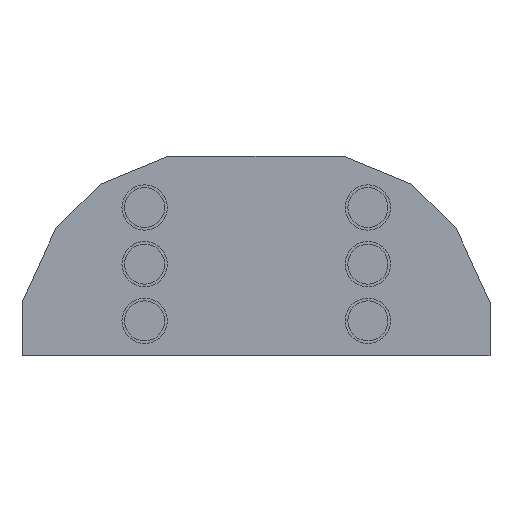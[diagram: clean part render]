
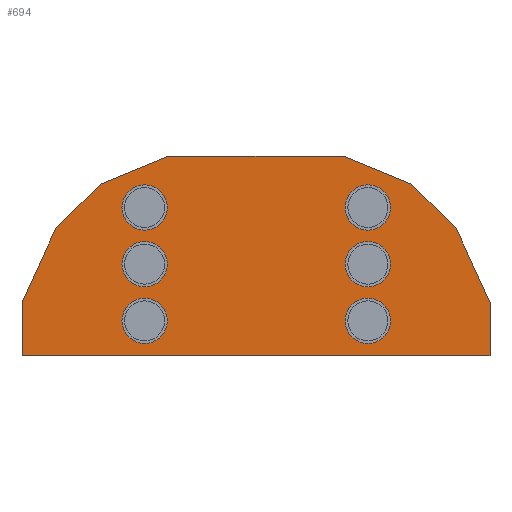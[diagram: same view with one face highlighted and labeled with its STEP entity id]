
A CAD part, left-side view. The second image highlights one B-rep face of the part: STEP entity #694.
In plain terms, the highlighted planar face has unit normal (-1, 0, 0).
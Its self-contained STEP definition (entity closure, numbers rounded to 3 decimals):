
#25=FACE_BOUND('',#105,.T.);
#26=FACE_BOUND('',#106,.T.);
#27=FACE_BOUND('',#107,.T.);
#28=FACE_BOUND('',#108,.T.);
#29=FACE_BOUND('',#109,.T.);
#30=FACE_BOUND('',#110,.T.);
#39=PLANE('',#750);
#64=FACE_OUTER_BOUND('',#104,.T.);
#104=EDGE_LOOP('',(#495,#496,#497,#498,#499,#500,#501,#502,#503,#504,#505,
#506));
#105=EDGE_LOOP('',(#507));
#106=EDGE_LOOP('',(#508));
#107=EDGE_LOOP('',(#509));
#108=EDGE_LOOP('',(#510));
#109=EDGE_LOOP('',(#511));
#110=EDGE_LOOP('',(#512));
#158=LINE('',#1029,#230);
#159=LINE('',#1031,#231);
#160=LINE('',#1033,#232);
#161=LINE('',#1035,#233);
#162=LINE('',#1037,#234);
#163=LINE('',#1039,#235);
#164=LINE('',#1041,#236);
#165=LINE('',#1043,#237);
#166=LINE('',#1045,#238);
#167=LINE('',#1047,#239);
#168=LINE('',#1049,#240);
#169=LINE('',#1050,#241);
#230=VECTOR('',#824,10.);
#231=VECTOR('',#825,10.);
#232=VECTOR('',#826,10.);
#233=VECTOR('',#827,10.);
#234=VECTOR('',#828,10.);
#235=VECTOR('',#829,10.);
#236=VECTOR('',#830,10.);
#237=VECTOR('',#831,10.);
#238=VECTOR('',#832,10.);
#239=VECTOR('',#833,10.);
#240=VECTOR('',#834,10.);
#241=VECTOR('',#835,10.);
#302=CIRCLE('',#749,1.7);
#303=CIRCLE('',#751,1.7);
#304=CIRCLE('',#752,1.7);
#305=CIRCLE('',#753,1.7);
#306=CIRCLE('',#754,1.7);
#307=CIRCLE('',#755,1.7);
#328=VERTEX_POINT('',#1023);
#329=VERTEX_POINT('',#1027);
#330=VERTEX_POINT('',#1028);
#331=VERTEX_POINT('',#1030);
#332=VERTEX_POINT('',#1032);
#333=VERTEX_POINT('',#1034);
#334=VERTEX_POINT('',#1036);
#335=VERTEX_POINT('',#1038);
#336=VERTEX_POINT('',#1040);
#337=VERTEX_POINT('',#1042);
#338=VERTEX_POINT('',#1044);
#339=VERTEX_POINT('',#1046);
#340=VERTEX_POINT('',#1048);
#341=VERTEX_POINT('',#1051);
#342=VERTEX_POINT('',#1053);
#343=VERTEX_POINT('',#1055);
#344=VERTEX_POINT('',#1057);
#345=VERTEX_POINT('',#1059);
#395=EDGE_CURVE('',#328,#328,#302,.T.);
#396=EDGE_CURVE('',#329,#330,#158,.T.);
#397=EDGE_CURVE('',#331,#329,#159,.T.);
#398=EDGE_CURVE('',#332,#331,#160,.T.);
#399=EDGE_CURVE('',#333,#332,#161,.T.);
#400=EDGE_CURVE('',#334,#333,#162,.T.);
#401=EDGE_CURVE('',#335,#334,#163,.T.);
#402=EDGE_CURVE('',#336,#335,#164,.T.);
#403=EDGE_CURVE('',#337,#336,#165,.T.);
#404=EDGE_CURVE('',#338,#337,#166,.T.);
#405=EDGE_CURVE('',#339,#338,#167,.T.);
#406=EDGE_CURVE('',#340,#339,#168,.T.);
#407=EDGE_CURVE('',#330,#340,#169,.T.);
#408=EDGE_CURVE('',#341,#341,#303,.T.);
#409=EDGE_CURVE('',#342,#342,#304,.T.);
#410=EDGE_CURVE('',#343,#343,#305,.T.);
#411=EDGE_CURVE('',#344,#344,#306,.T.);
#412=EDGE_CURVE('',#345,#345,#307,.T.);
#495=ORIENTED_EDGE('',*,*,#396,.F.);
#496=ORIENTED_EDGE('',*,*,#397,.F.);
#497=ORIENTED_EDGE('',*,*,#398,.F.);
#498=ORIENTED_EDGE('',*,*,#399,.F.);
#499=ORIENTED_EDGE('',*,*,#400,.F.);
#500=ORIENTED_EDGE('',*,*,#401,.F.);
#501=ORIENTED_EDGE('',*,*,#402,.F.);
#502=ORIENTED_EDGE('',*,*,#403,.F.);
#503=ORIENTED_EDGE('',*,*,#404,.F.);
#504=ORIENTED_EDGE('',*,*,#405,.F.);
#505=ORIENTED_EDGE('',*,*,#406,.F.);
#506=ORIENTED_EDGE('',*,*,#407,.F.);
#507=ORIENTED_EDGE('',*,*,#408,.F.);
#508=ORIENTED_EDGE('',*,*,#409,.F.);
#509=ORIENTED_EDGE('',*,*,#410,.F.);
#510=ORIENTED_EDGE('',*,*,#411,.F.);
#511=ORIENTED_EDGE('',*,*,#412,.F.);
#512=ORIENTED_EDGE('',*,*,#395,.F.);
#694=ADVANCED_FACE('',(#64,#25,#26,#27,#28,#29,#30),#39,.F.);
#749=AXIS2_PLACEMENT_3D('',#1025,#820,#821);
#750=AXIS2_PLACEMENT_3D('',#1026,#822,#823);
#751=AXIS2_PLACEMENT_3D('',#1052,#836,#837);
#752=AXIS2_PLACEMENT_3D('',#1054,#838,#839);
#753=AXIS2_PLACEMENT_3D('',#1056,#840,#841);
#754=AXIS2_PLACEMENT_3D('',#1058,#842,#843);
#755=AXIS2_PLACEMENT_3D('',#1060,#844,#845);
#820=DIRECTION('center_axis',(-1.,0.,0.));
#821=DIRECTION('ref_axis',(0.,1.,0.));
#822=DIRECTION('center_axis',(1.,0.,0.));
#823=DIRECTION('ref_axis',(0.,0.,-1.));
#824=DIRECTION('',(0.,-0.924,0.382));
#825=DIRECTION('',(0.,-0.708,0.706));
#826=DIRECTION('',(0.,-0.414,0.91));
#827=DIRECTION('',(0.,0.,1.));
#828=DIRECTION('',(0.,1.,0.));
#829=DIRECTION('',(0.,1.,0.));
#830=DIRECTION('',(0.,1.,0.));
#831=DIRECTION('',(0.,0.,-1.));
#832=DIRECTION('',(0.,-0.414,-0.91));
#833=DIRECTION('',(0.,-0.708,-0.706));
#834=DIRECTION('',(0.,-0.924,-0.382));
#835=DIRECTION('',(0.,-1.,0.));
#836=DIRECTION('center_axis',(-1.,0.,0.));
#837=DIRECTION('ref_axis',(0.,1.,0.));
#838=DIRECTION('center_axis',(-1.,0.,0.));
#839=DIRECTION('ref_axis',(0.,1.,0.));
#840=DIRECTION('center_axis',(-1.,0.,0.));
#841=DIRECTION('ref_axis',(0.,1.,0.));
#842=DIRECTION('center_axis',(-1.,0.,0.));
#843=DIRECTION('ref_axis',(0.,1.,0.));
#844=DIRECTION('center_axis',(-1.,0.,0.));
#845=DIRECTION('ref_axis',(0.,1.,0.));
#1023=CARTESIAN_POINT('',(19.98,-201.784,-118.525));
#1025=CARTESIAN_POINT('Origin',(19.98,-200.084,-118.525));
#1026=CARTESIAN_POINT('Origin',(19.98,-223.941,-127.662));
#1027=CARTESIAN_POINT('',(19.98,-196.757,-116.78));
#1028=CARTESIAN_POINT('',(19.98,-201.882,-114.662));
#1029=CARTESIAN_POINT('',(19.98,-207.729,-112.247));
#1030=CARTESIAN_POINT('',(19.98,-193.4,-120.124));
#1031=CARTESIAN_POINT('',(19.98,-200.55,-113.001));
#1032=CARTESIAN_POINT('',(19.98,-190.882,-125.662));
#1033=CARTESIAN_POINT('',(19.98,-194.586,-117.514));
#1034=CARTESIAN_POINT('',(19.98,-190.882,-129.662));
#1035=CARTESIAN_POINT('',(19.98,-190.882,-127.662));
#1036=CARTESIAN_POINT('',(19.98,-195.641,-129.662));
#1037=CARTESIAN_POINT('',(19.98,-219.391,-129.662));
#1038=CARTESIAN_POINT('',(19.98,-221.241,-129.662));
#1039=CARTESIAN_POINT('',(19.98,-219.391,-129.662));
#1040=CARTESIAN_POINT('',(19.98,-226.,-129.662));
#1041=CARTESIAN_POINT('',(19.98,-219.391,-129.662));
#1042=CARTESIAN_POINT('',(19.98,-226.,-125.662));
#1043=CARTESIAN_POINT('',(19.98,-226.,-127.662));
#1044=CARTESIAN_POINT('',(19.98,-223.483,-120.124));
#1045=CARTESIAN_POINT('',(19.98,-224.95,-123.353));
#1046=CARTESIAN_POINT('',(19.98,-220.125,-116.78));
#1047=CARTESIAN_POINT('',(19.98,-224.112,-120.751));
#1048=CARTESIAN_POINT('',(19.98,-215.,-114.662));
#1049=CARTESIAN_POINT('',(19.98,-222.394,-117.717));
#1050=CARTESIAN_POINT('',(19.98,-223.781,-114.662));
#1051=CARTESIAN_POINT('',(19.98,-201.784,-122.775));
#1052=CARTESIAN_POINT('Origin',(19.98,-200.084,-122.775));
#1053=CARTESIAN_POINT('',(19.98,-218.534,-127.025));
#1054=CARTESIAN_POINT('Origin',(19.98,-216.834,-127.025));
#1055=CARTESIAN_POINT('',(19.98,-218.534,-118.525));
#1056=CARTESIAN_POINT('Origin',(19.98,-216.834,-118.525));
#1057=CARTESIAN_POINT('',(19.98,-218.534,-122.775));
#1058=CARTESIAN_POINT('Origin',(19.98,-216.834,-122.775));
#1059=CARTESIAN_POINT('',(19.98,-201.784,-127.025));
#1060=CARTESIAN_POINT('Origin',(19.98,-200.084,-127.025));
